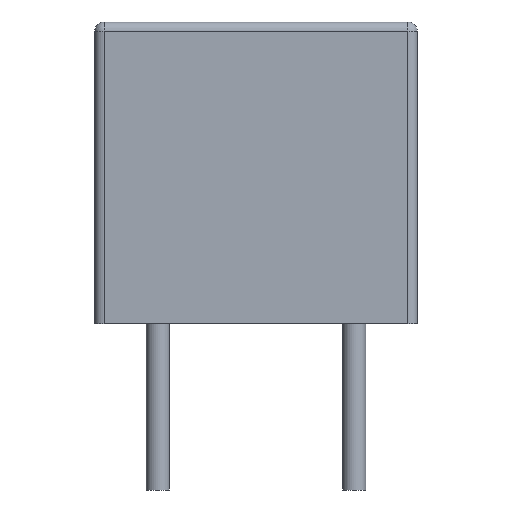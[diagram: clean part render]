
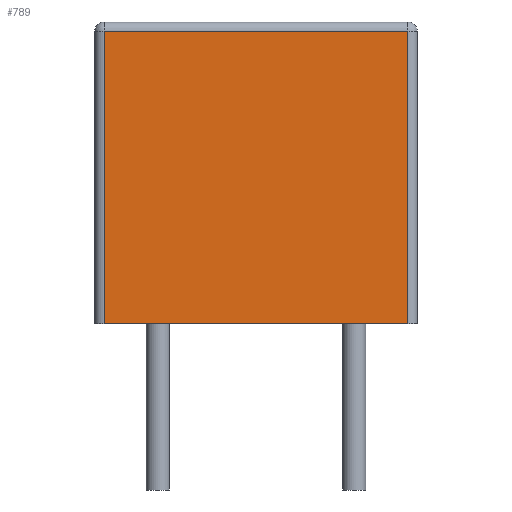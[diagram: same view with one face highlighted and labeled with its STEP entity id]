
A CAD part, front view. The second image highlights one B-rep face of the part: STEP entity #789.
In plain terms, the highlighted planar face has unit normal (0, -1, 0).
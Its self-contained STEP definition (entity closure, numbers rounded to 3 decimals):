
#44 = PLANE('',#45);
#45 = AXIS2_PLACEMENT_3D('',#46,#47,#48);
#46 = CARTESIAN_POINT('',(0.,0.,0.5));
#47 = DIRECTION('',(-0.,-0.,-1.));
#48 = DIRECTION('',(-1.,0.,0.));
#195 = VERTEX_POINT('',#196);
#196 = CARTESIAN_POINT('',(3.925,-2.,0.5));
#211 = CYLINDRICAL_SURFACE('',#212,0.25);
#212 = AXIS2_PLACEMENT_3D('',#213,#214,#215);
#213 = CARTESIAN_POINT('',(3.925,-1.75,0.5));
#214 = DIRECTION('',(0.,0.,1.));
#215 = DIRECTION('',(1.,0.,0.));
#223 = EDGE_CURVE('',#195,#224,#226,.T.);
#224 = VERTEX_POINT('',#225);
#225 = CARTESIAN_POINT('',(-3.925,-2.,0.5));
#226 = SURFACE_CURVE('',#227,(#231,#238),.PCURVE_S1.);
#227 = LINE('',#228,#229);
#228 = CARTESIAN_POINT('',(4.175,-2.,0.5));
#229 = VECTOR('',#230,1.);
#230 = DIRECTION('',(-1.,0.,0.));
#231 = PCURVE('',#44,#232);
#232 = DEFINITIONAL_REPRESENTATION('',(#233),#237);
#233 = LINE('',#234,#235);
#234 = CARTESIAN_POINT('',(-4.175,-2.));
#235 = VECTOR('',#236,1.);
#236 = DIRECTION('',(1.,0.));
#237 = ( GEOMETRIC_REPRESENTATION_CONTEXT(2) 
PARAMETRIC_REPRESENTATION_CONTEXT() REPRESENTATION_CONTEXT('2D SPACE',''
  ) );
#238 = PCURVE('',#239,#244);
#239 = PLANE('',#240);
#240 = AXIS2_PLACEMENT_3D('',#241,#242,#243);
#241 = CARTESIAN_POINT('',(4.175,-2.,0.5));
#242 = DIRECTION('',(0.,-1.,0.));
#243 = DIRECTION('',(-1.,0.,0.));
#244 = DEFINITIONAL_REPRESENTATION('',(#245),#249);
#245 = LINE('',#246,#247);
#246 = CARTESIAN_POINT('',(0.,-0.));
#247 = VECTOR('',#248,1.);
#248 = DIRECTION('',(1.,0.));
#249 = ( GEOMETRIC_REPRESENTATION_CONTEXT(2) 
PARAMETRIC_REPRESENTATION_CONTEXT() REPRESENTATION_CONTEXT('2D SPACE',''
  ) );
#268 = CYLINDRICAL_SURFACE('',#269,0.25);
#269 = AXIS2_PLACEMENT_3D('',#270,#271,#272);
#270 = CARTESIAN_POINT('',(-3.925,-1.75,0.5));
#271 = DIRECTION('',(0.,0.,1.));
#272 = DIRECTION('',(0.,-1.,0.));
#690 = VERTEX_POINT('',#691);
#691 = CARTESIAN_POINT('',(-3.925,-2.,8.05));
#716 = EDGE_CURVE('',#224,#690,#717,.T.);
#717 = SURFACE_CURVE('',#718,(#722,#729),.PCURVE_S1.);
#718 = LINE('',#719,#720);
#719 = CARTESIAN_POINT('',(-3.925,-2.,0.5));
#720 = VECTOR('',#721,1.);
#721 = DIRECTION('',(0.,0.,1.));
#722 = PCURVE('',#268,#723);
#723 = DEFINITIONAL_REPRESENTATION('',(#724),#728);
#724 = LINE('',#725,#726);
#725 = CARTESIAN_POINT('',(-0.,0.));
#726 = VECTOR('',#727,1.);
#727 = DIRECTION('',(-0.,1.));
#728 = ( GEOMETRIC_REPRESENTATION_CONTEXT(2) 
PARAMETRIC_REPRESENTATION_CONTEXT() REPRESENTATION_CONTEXT('2D SPACE',''
  ) );
#729 = PCURVE('',#239,#730);
#730 = DEFINITIONAL_REPRESENTATION('',(#731),#735);
#731 = LINE('',#732,#733);
#732 = CARTESIAN_POINT('',(8.1,0.));
#733 = VECTOR('',#734,1.);
#734 = DIRECTION('',(0.,-1.));
#735 = ( GEOMETRIC_REPRESENTATION_CONTEXT(2) 
PARAMETRIC_REPRESENTATION_CONTEXT() REPRESENTATION_CONTEXT('2D SPACE',''
  ) );
#741 = EDGE_CURVE('',#195,#742,#744,.T.);
#742 = VERTEX_POINT('',#743);
#743 = CARTESIAN_POINT('',(3.925,-2.,8.05));
#744 = SURFACE_CURVE('',#745,(#749,#756),.PCURVE_S1.);
#745 = LINE('',#746,#747);
#746 = CARTESIAN_POINT('',(3.925,-2.,0.5));
#747 = VECTOR('',#748,1.);
#748 = DIRECTION('',(0.,0.,1.));
#749 = PCURVE('',#211,#750);
#750 = DEFINITIONAL_REPRESENTATION('',(#751),#755);
#751 = LINE('',#752,#753);
#752 = CARTESIAN_POINT('',(-1.571,0.));
#753 = VECTOR('',#754,1.);
#754 = DIRECTION('',(-0.,1.));
#755 = ( GEOMETRIC_REPRESENTATION_CONTEXT(2) 
PARAMETRIC_REPRESENTATION_CONTEXT() REPRESENTATION_CONTEXT('2D SPACE',''
  ) );
#756 = PCURVE('',#239,#757);
#757 = DEFINITIONAL_REPRESENTATION('',(#758),#762);
#758 = LINE('',#759,#760);
#759 = CARTESIAN_POINT('',(0.25,0.));
#760 = VECTOR('',#761,1.);
#761 = DIRECTION('',(0.,-1.));
#762 = ( GEOMETRIC_REPRESENTATION_CONTEXT(2) 
PARAMETRIC_REPRESENTATION_CONTEXT() REPRESENTATION_CONTEXT('2D SPACE',''
  ) );
#789 = ADVANCED_FACE('',(#790),#239,.T.);
#790 = FACE_BOUND('',#791,.T.);
#791 = EDGE_LOOP('',(#792,#793,#794,#820));
#792 = ORIENTED_EDGE('',*,*,#223,.F.);
#793 = ORIENTED_EDGE('',*,*,#741,.T.);
#794 = ORIENTED_EDGE('',*,*,#795,.T.);
#795 = EDGE_CURVE('',#742,#690,#796,.T.);
#796 = SURFACE_CURVE('',#797,(#801,#808),.PCURVE_S1.);
#797 = LINE('',#798,#799);
#798 = CARTESIAN_POINT('',(4.175,-2.,8.05));
#799 = VECTOR('',#800,1.);
#800 = DIRECTION('',(-1.,0.,0.));
#801 = PCURVE('',#239,#802);
#802 = DEFINITIONAL_REPRESENTATION('',(#803),#807);
#803 = LINE('',#804,#805);
#804 = CARTESIAN_POINT('',(0.,-7.55));
#805 = VECTOR('',#806,1.);
#806 = DIRECTION('',(1.,0.));
#807 = ( GEOMETRIC_REPRESENTATION_CONTEXT(2) 
PARAMETRIC_REPRESENTATION_CONTEXT() REPRESENTATION_CONTEXT('2D SPACE',''
  ) );
#808 = PCURVE('',#809,#814);
#809 = CYLINDRICAL_SURFACE('',#810,0.25);
#810 = AXIS2_PLACEMENT_3D('',#811,#812,#813);
#811 = CARTESIAN_POINT('',(4.175,-1.75,8.05));
#812 = DIRECTION('',(-1.,0.,0.));
#813 = DIRECTION('',(0.,-1.,0.));
#814 = DEFINITIONAL_REPRESENTATION('',(#815),#819);
#815 = LINE('',#816,#817);
#816 = CARTESIAN_POINT('',(0.,0.));
#817 = VECTOR('',#818,1.);
#818 = DIRECTION('',(0.,1.));
#819 = ( GEOMETRIC_REPRESENTATION_CONTEXT(2) 
PARAMETRIC_REPRESENTATION_CONTEXT() REPRESENTATION_CONTEXT('2D SPACE',''
  ) );
#820 = ORIENTED_EDGE('',*,*,#716,.F.);
